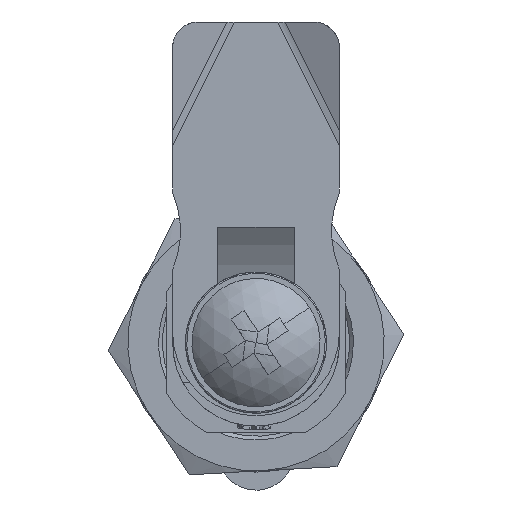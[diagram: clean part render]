
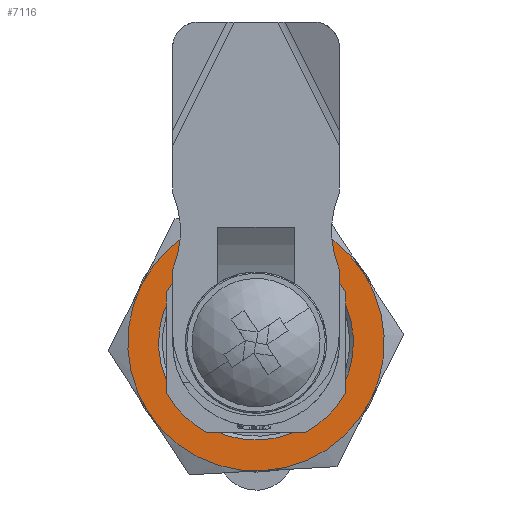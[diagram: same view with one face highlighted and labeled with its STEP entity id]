
A CAD part, front view. The second image highlights one B-rep face of the part: STEP entity #7116.
In plain terms, the highlighted face is planar.
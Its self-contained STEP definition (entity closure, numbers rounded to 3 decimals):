
#127 = VERTEX_POINT ( 'NONE', #4148 ) ;
#166 = CIRCLE ( 'NONE', #2213, 10. ) ;
#268 = CARTESIAN_POINT ( 'NONE',  ( -5., -8.66, 0. ) ) ;
#406 = CARTESIAN_POINT ( 'NONE',  ( 0., 0., 0. ) ) ;
#429 = ORIENTED_EDGE ( 'NONE', *, *, #10257, .T. ) ;
#460 = VERTEX_POINT ( 'NONE', #268 ) ;
#627 = CARTESIAN_POINT ( 'NONE',  ( 0., 0., 0. ) ) ;
#1476 = CIRCLE ( 'NONE', #7565, 10. ) ;
#1628 = EDGE_CURVE ( 'NONE', #4376, #8915, #166, .T. ) ;
#1642 = PLANE ( 'NONE',  #11397 ) ;
#1694 = DIRECTION ( 'NONE',  ( 1., 0., 0. ) ) ;
#1727 = ORIENTED_EDGE ( 'NONE', *, *, #7370, .T. ) ;
#1733 = CARTESIAN_POINT ( 'NONE',  ( 5., 8.66, 0. ) ) ;
#2129 = ORIENTED_EDGE ( 'NONE', *, *, #7383, .T. ) ;
#2198 = CARTESIAN_POINT ( 'NONE',  ( 0., 0., 0. ) ) ;
#2213 = AXIS2_PLACEMENT_3D ( 'NONE', #627, #4943, #10081 ) ;
#2946 = VERTEX_POINT ( 'NONE', #11632 ) ;
#3214 = VERTEX_POINT ( 'NONE', #1733 ) ;
#3246 = DIRECTION ( 'NONE',  ( 0., 0., -1. ) ) ;
#3594 = DIRECTION ( 'NONE',  ( 0., 0., 1. ) ) ;
#3627 = VERTEX_POINT ( 'NONE', #13345 ) ;
#3756 = AXIS2_PLACEMENT_3D ( 'NONE', #3827, #6226, #8137 ) ;
#3827 = CARTESIAN_POINT ( 'NONE',  ( 0., 0., 0. ) ) ;
#3898 = ORIENTED_EDGE ( 'NONE', *, *, #11689, .T. ) ;
#4078 = EDGE_CURVE ( 'NONE', #8915, #3214, #8477, .T. ) ;
#4148 = CARTESIAN_POINT ( 'NONE',  ( 5., -8.66, 0. ) ) ;
#4205 = ORIENTED_EDGE ( 'NONE', *, *, #7598, .F. ) ;
#4376 = VERTEX_POINT ( 'NONE', #8530 ) ;
#4809 = CARTESIAN_POINT ( 'NONE',  ( -5., 8.66, 0. ) ) ;
#4816 = ORIENTED_EDGE ( 'NONE', *, *, #4078, .T. ) ;
#4865 = DIRECTION ( 'NONE',  ( 0., 0., 1. ) ) ;
#4888 = DIRECTION ( 'NONE',  ( 0., 0., 1. ) ) ;
#4943 = DIRECTION ( 'NONE',  ( 0., 0., -1. ) ) ;
#5020 = FACE_OUTER_BOUND ( 'NONE', #5045, .T. ) ;
#5045 = EDGE_LOOP ( 'NONE', ( #4205, #1727, #429, #3898, #11280, #4816 ) ) ;
#5060 = CIRCLE ( 'NONE', #10687, 7.6 ) ;
#5280 = CARTESIAN_POINT ( 'NONE',  ( 0., 0., 0. ) ) ;
#5337 = DIRECTION ( 'NONE',  ( 0., 0., 1. ) ) ;
#5770 = AXIS2_PLACEMENT_3D ( 'NONE', #406, #3594, #7900 ) ;
#5933 = CARTESIAN_POINT ( 'NONE',  ( 0., 0., 0. ) ) ;
#6137 = CARTESIAN_POINT ( 'NONE',  ( 0., 0., 0. ) ) ;
#6152 = CARTESIAN_POINT ( 'NONE',  ( 10., 5.774, 0. ) ) ;
#6226 = DIRECTION ( 'NONE',  ( 0., 0., -1. ) ) ;
#6308 = CARTESIAN_POINT ( 'NONE',  ( 10., 0., 0. ) ) ;
#6600 = CARTESIAN_POINT ( 'NONE',  ( 0., 0., 0. ) ) ;
#6889 = AXIS2_PLACEMENT_3D ( 'NONE', #5933, #4865, #1694 ) ;
#6898 = CIRCLE ( 'NONE', #5770, 10. ) ;
#6902 = AXIS2_PLACEMENT_3D ( 'NONE', #2198, #3246, #8675 ) ;
#7116 = ADVANCED_FACE ( 'NONE', ( #5020, #11369 ), #1642, .F. ) ;
#7265 = DIRECTION ( 'NONE',  ( 0., 0., -1. ) ) ;
#7370 = EDGE_CURVE ( 'NONE', #12851, #127, #1476, .T. ) ;
#7383 = EDGE_CURVE ( 'NONE', #2946, #3627, #12285, .T. ) ;
#7565 = AXIS2_PLACEMENT_3D ( 'NONE', #6137, #7265, #13395 ) ;
#7590 = CIRCLE ( 'NONE', #3756, 10. ) ;
#7598 = EDGE_CURVE ( 'NONE', #12851, #3214, #6898, .T. ) ;
#7900 = DIRECTION ( 'NONE',  ( 1., 0., 0. ) ) ;
#8137 = DIRECTION ( 'NONE',  ( 1., 0., 0. ) ) ;
#8321 = DIRECTION ( 'NONE',  ( 0., 0., -1. ) ) ;
#8322 = EDGE_CURVE ( 'NONE', #3627, #2946, #5060, .T. ) ;
#8477 = CIRCLE ( 'NONE', #6902, 10. ) ;
#8530 = CARTESIAN_POINT ( 'NONE',  ( -10., 0., 0. ) ) ;
#8675 = DIRECTION ( 'NONE',  ( 1., 0., 0. ) ) ;
#8915 = VERTEX_POINT ( 'NONE', #4809 ) ;
#10081 = DIRECTION ( 'NONE',  ( 1., 0., 0. ) ) ;
#10257 = EDGE_CURVE ( 'NONE', #127, #460, #7590, .T. ) ;
#10687 = AXIS2_PLACEMENT_3D ( 'NONE', #6600, #5337, #11892 ) ;
#11280 = ORIENTED_EDGE ( 'NONE', *, *, #1628, .T. ) ;
#11369 = FACE_BOUND ( 'NONE', #13492, .T. ) ;
#11397 = AXIS2_PLACEMENT_3D ( 'NONE', #6152, #4888, #11576 ) ;
#11576 = DIRECTION ( 'NONE',  ( 1., 0., 0. ) ) ;
#11632 = CARTESIAN_POINT ( 'NONE',  ( -7.6, 0., 0. ) ) ;
#11689 = EDGE_CURVE ( 'NONE', #460, #4376, #13900, .T. ) ;
#11892 = DIRECTION ( 'NONE',  ( 1., 0., 0. ) ) ;
#12100 = AXIS2_PLACEMENT_3D ( 'NONE', #5280, #8321, #13878 ) ;
#12285 = CIRCLE ( 'NONE', #6889, 7.6 ) ;
#12648 = ORIENTED_EDGE ( 'NONE', *, *, #8322, .T. ) ;
#12851 = VERTEX_POINT ( 'NONE', #6308 ) ;
#13345 = CARTESIAN_POINT ( 'NONE',  ( 7.6, 0., 0. ) ) ;
#13395 = DIRECTION ( 'NONE',  ( 1., 0., 0. ) ) ;
#13492 = EDGE_LOOP ( 'NONE', ( #2129, #12648 ) ) ;
#13878 = DIRECTION ( 'NONE',  ( 1., 0., 0. ) ) ;
#13900 = CIRCLE ( 'NONE', #12100, 10. ) ;
